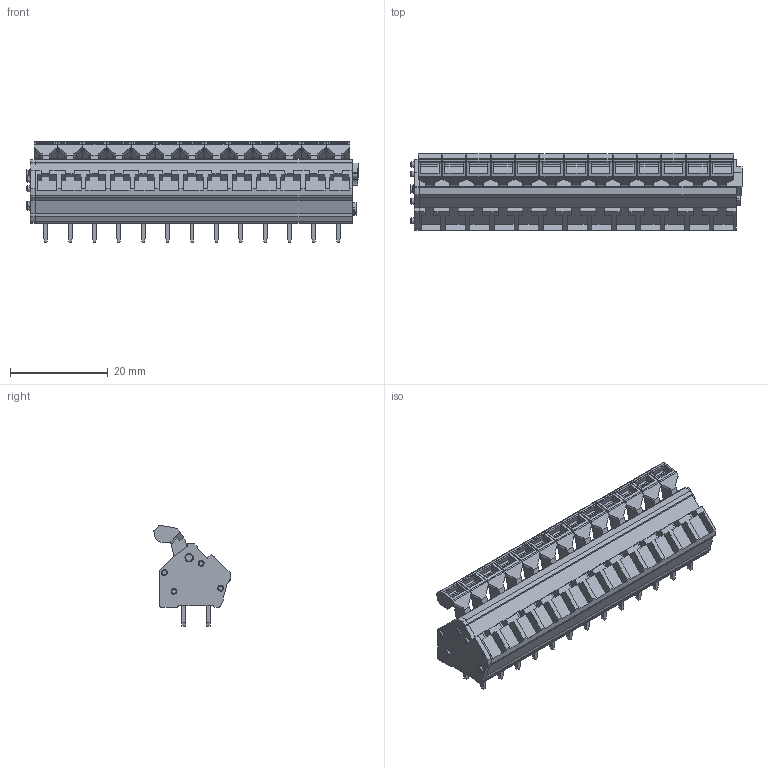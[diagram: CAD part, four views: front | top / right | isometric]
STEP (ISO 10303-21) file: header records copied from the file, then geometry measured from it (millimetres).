
FILE_DESCRIPTION(('CATIA V5 STEP Exchange','CAx-IF Rec.Pracs.--- Model Styling and Organization---1.4--- 2014-01-23'),'2;1');
FILE_NAME ('028313-2_0', '2022-08-09T09:31:23+00:00', ('none'), ('Weidmueller'), 'CATIA Version 5-6 Release 2016 SP3 HF44', 'CATIA V5 STEP AP214', 'none');
FILE_SCHEMA(('AUTOMOTIVE_DESIGN { 1 0 10303 214 1 1 1 1 }'));
Length unit declared in the file: millimetre
Products named in the file (1): 1957720000
Bounding box: 68.1 x 15.6 x 20.65 mm (x, y, z)
Volume: 9891.2 mm3; surface area: 6764.2 mm2
Topology: 41 solids, 41 shells, 1213 faces, 3272 edges, 2172 vertices
Faces by surface type: plane 968, cylinder 221, cone 16, torus 8
Entity records: 37275 total; most frequent: CARTESIAN_POINT 7090, ORIENTED_EDGE 6544, DIRECTION 5028, EDGE_CURVE 3272, VECTOR 2802, LINE 2802, VERTEX_POINT 2172, AXIS2_PLACEMENT_3D 1276
